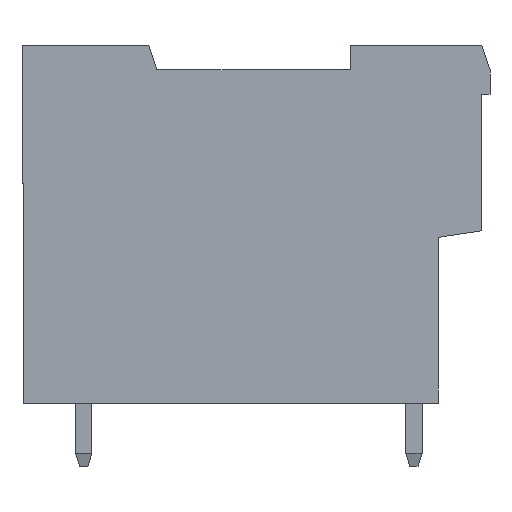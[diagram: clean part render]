
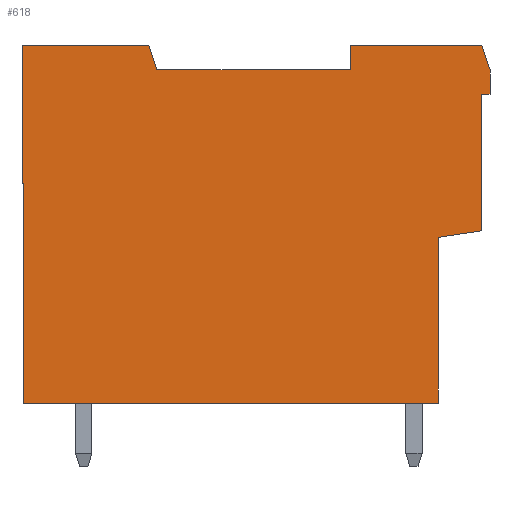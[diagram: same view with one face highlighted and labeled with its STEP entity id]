
A CAD part, left-side view. The second image highlights one B-rep face of the part: STEP entity #618.
In plain terms, the highlighted planar face has unit normal (-1, 0, 0).
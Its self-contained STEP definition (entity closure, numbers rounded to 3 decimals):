
#618 = ADVANCED_FACE( '', ( #1323 ), #1324, .T. );
#1323 = FACE_OUTER_BOUND( '', #2155, .T. );
#1324 = PLANE( '', #2156 );
#2155 = EDGE_LOOP( '', ( #3747, #3748, #3749, #3750, #3751, #3752, #3753, #3754, #3755, #3756, #3757, #3758, #3759, #3760, #3761 ) );
#2156 = AXIS2_PLACEMENT_3D( '', #3762, #3763, #3764 );
#3747 = ORIENTED_EDGE( '', *, *, #5756, .T. );
#3748 = ORIENTED_EDGE( '', *, *, #5757, .F. );
#3749 = ORIENTED_EDGE( '', *, *, #5758, .T. );
#3750 = ORIENTED_EDGE( '', *, *, #5759, .T. );
#3751 = ORIENTED_EDGE( '', *, *, #5644, .T. );
#3752 = ORIENTED_EDGE( '', *, *, #5760, .T. );
#3753 = ORIENTED_EDGE( '', *, *, #5761, .T. );
#3754 = ORIENTED_EDGE( '', *, *, #5762, .T. );
#3755 = ORIENTED_EDGE( '', *, *, #5763, .T. );
#3756 = ORIENTED_EDGE( '', *, *, #5764, .T. );
#3757 = ORIENTED_EDGE( '', *, *, #5576, .T. );
#3758 = ORIENTED_EDGE( '', *, *, #5534, .T. );
#3759 = ORIENTED_EDGE( '', *, *, #5256, .T. );
#3760 = ORIENTED_EDGE( '', *, *, #5338, .T. );
#3761 = ORIENTED_EDGE( '', *, *, #5765, .T. );
#3762 = CARTESIAN_POINT( '', ( -6.08, 0., 0. ) );
#3763 = DIRECTION( '', ( -1., 0., 0. ) );
#3764 = DIRECTION( '', ( 0., 0., 1. ) );
#5256 = EDGE_CURVE( '', #6356, #6357, #6358, .T. );
#5338 = EDGE_CURVE( '', #6357, #6496, #6498, .F. );
#5534 = EDGE_CURVE( '', #6826, #6356, #6827, .T. );
#5576 = EDGE_CURVE( '', #6887, #6826, #6888, .T. );
#5644 = EDGE_CURVE( '', #6986, #6987, #6988, .T. );
#5756 = EDGE_CURVE( '', #7153, #7154, #7155, .T. );
#5757 = EDGE_CURVE( '', #7156, #7154, #7157, .T. );
#5758 = EDGE_CURVE( '', #7156, #7158, #7159, .T. );
#5759 = EDGE_CURVE( '', #7158, #6986, #7160, .T. );
#5760 = EDGE_CURVE( '', #6987, #7161, #7162, .T. );
#5761 = EDGE_CURVE( '', #7161, #7163, #7164, .T. );
#5762 = EDGE_CURVE( '', #7163, #7165, #7166, .T. );
#5763 = EDGE_CURVE( '', #7165, #7167, #7168, .T. );
#5764 = EDGE_CURVE( '', #7167, #6887, #7169, .F. );
#5765 = EDGE_CURVE( '', #6496, #7153, #7170, .T. );
#6356 = VERTEX_POINT( '', #7941 );
#6357 = VERTEX_POINT( '', #7942 );
#6358 = LINE( '', #7943, #7944 );
#6496 = VERTEX_POINT( '', #8147 );
#6498 = LINE( '', #8150, #8151 );
#6826 = VERTEX_POINT( '', #8630 );
#6827 = LINE( '', #8631, #8632 );
#6887 = VERTEX_POINT( '', #8721 );
#6888 = LINE( '', #8722, #8723 );
#6986 = VERTEX_POINT( '', #8870 );
#6987 = VERTEX_POINT( '', #8871 );
#6988 = LINE( '', #8872, #8873 );
#7153 = VERTEX_POINT( '', #9117 );
#7154 = VERTEX_POINT( '', #9118 );
#7155 = LINE( '', #9119, #9120 );
#7156 = VERTEX_POINT( '', #9121 );
#7157 = LINE( '', #9122, #9123 );
#7158 = VERTEX_POINT( '', #9124 );
#7159 = LINE( '', #9125, #9126 );
#7160 = LINE( '', #9127, #9128 );
#7161 = VERTEX_POINT( '', #9129 );
#7162 = LINE( '', #9130, #9131 );
#7163 = VERTEX_POINT( '', #9132 );
#7164 = LINE( '', #9133, #9134 );
#7165 = VERTEX_POINT( '', #9135 );
#7166 = LINE( '', #9136, #9137 );
#7167 = VERTEX_POINT( '', #9138 );
#7168 = LINE( '', #9139, #9140 );
#7169 = LINE( '', #9141, #9142 );
#7170 = LINE( '', #9143, #9144 );
#7941 = CARTESIAN_POINT( '', ( -6.08, -5.95, 9.5 ) );
#7942 = CARTESIAN_POINT( '', ( -6.08, 5.95, 9.5 ) );
#7943 = CARTESIAN_POINT( '', ( -6.08, -5.95, 9.5 ) );
#7944 = VECTOR( '', #9899, 1000. );
#8147 = CARTESIAN_POINT( '', ( -6.08, 6.45, 11. ) );
#8150 = CARTESIAN_POINT( '', ( -6.08, 2.505, -0.835 ) );
#8151 = VECTOR( '', #9966, 1000. );
#8630 = CARTESIAN_POINT( '', ( -6.08, -5.95, 11. ) );
#8631 = CARTESIAN_POINT( '', ( -6.08, -5.95, 11. ) );
#8632 = VECTOR( '', #10142, 1000. );
#8721 = CARTESIAN_POINT( '', ( -6.08, -14.05, 11. ) );
#8722 = CARTESIAN_POINT( '', ( -6.08, -14.55, 11. ) );
#8723 = VECTOR( '', #10181, 1000. );
#8870 = CARTESIAN_POINT( '', ( -6.08, -11.37, -11. ) );
#8871 = CARTESIAN_POINT( '', ( -6.08, -11.37, -0.8 ) );
#8872 = CARTESIAN_POINT( '', ( -6.08, -11.37, -11. ) );
#8873 = VECTOR( '', #10240, 1000. );
#9117 = CARTESIAN_POINT( '', ( -6.08, 14.25, 11. ) );
#9118 = CARTESIAN_POINT( '', ( -6.08, 14.25, 2.5 ) );
#9119 = CARTESIAN_POINT( '', ( -6.08, 14.25, 11. ) );
#9120 = VECTOR( '', #10338, 1000. );
#9121 = CARTESIAN_POINT( '', ( -6.08, 14.15, 2.5 ) );
#9122 = CARTESIAN_POINT( '', ( -6.08, 14.15, 2.5 ) );
#9123 = VECTOR( '', #10339, 1000. );
#9124 = CARTESIAN_POINT( '', ( -6.08, 14.15, -11. ) );
#9125 = CARTESIAN_POINT( '', ( -6.08, 14.15, 2.5 ) );
#9126 = VECTOR( '', #10340, 1000. );
#9127 = CARTESIAN_POINT( '', ( -6.08, 14.25, -11. ) );
#9128 = VECTOR( '', #10341, 1000. );
#9129 = CARTESIAN_POINT( '', ( -6.08, -14.05, -0.4 ) );
#9130 = CARTESIAN_POINT( '', ( -6.08, -11.37, -0.8 ) );
#9131 = VECTOR( '', #10342, 1000. );
#9132 = CARTESIAN_POINT( '', ( -6.08, -14.05, 8. ) );
#9133 = CARTESIAN_POINT( '', ( -6.08, -14.05, 8. ) );
#9134 = VECTOR( '', #10343, 1000. );
#9135 = CARTESIAN_POINT( '', ( -6.08, -14.55, 8. ) );
#9136 = CARTESIAN_POINT( '', ( -6.08, -14.55, 8. ) );
#9137 = VECTOR( '', #10344, 1000. );
#9138 = CARTESIAN_POINT( '', ( -6.08, -14.55, 9.5 ) );
#9139 = CARTESIAN_POINT( '', ( -6.08, -14.55, 8. ) );
#9140 = VECTOR( '', #10345, 1000. );
#9141 = CARTESIAN_POINT( '', ( -6.08, -15.945, 5.315 ) );
#9142 = VECTOR( '', #10346, 1000. );
#9143 = CARTESIAN_POINT( '', ( -6.08, 5.95, 11. ) );
#9144 = VECTOR( '', #10347, 1000. );
#9899 = DIRECTION( '', ( 0., 1., 0. ) );
#9966 = DIRECTION( '', ( 0., -0.316, -0.949 ) );
#10142 = DIRECTION( '', ( 0., 0., -1. ) );
#10181 = DIRECTION( '', ( 0., 1., 0. ) );
#10240 = DIRECTION( '', ( 0., 0., 1. ) );
#10338 = DIRECTION( '', ( 0., 0., -1. ) );
#10339 = DIRECTION( '', ( 0., 1., 0. ) );
#10340 = DIRECTION( '', ( 0., 0., -1. ) );
#10341 = DIRECTION( '', ( 0., -1., 0. ) );
#10342 = DIRECTION( '', ( 0., -0.989, 0.148 ) );
#10343 = DIRECTION( '', ( 0., 0., 1. ) );
#10344 = DIRECTION( '', ( 0., -1., 0. ) );
#10345 = DIRECTION( '', ( 0., 0., 1. ) );
#10346 = DIRECTION( '', ( 0., -0.316, -0.949 ) );
#10347 = DIRECTION( '', ( 0., 1., 0. ) );
